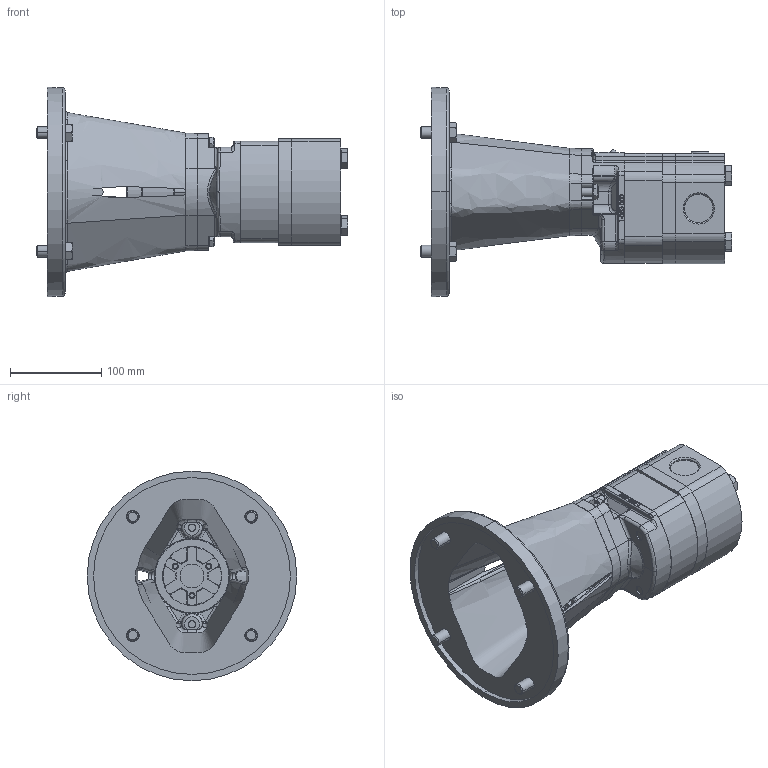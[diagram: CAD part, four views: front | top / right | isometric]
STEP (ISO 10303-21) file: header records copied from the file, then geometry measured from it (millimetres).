
FILE_DESCRIPTION (( 'STEP AP214' ), '1' );
FILE_NAME ('GPV-0758-80.STEP', '2019-05-21T20:28:25', ( '' ), ( '' ), 'SwSTEP 2.0', 'SolidWorks 2018', '' );
FILE_SCHEMA (( 'AUTOMOTIVE_DESIGN' ));
Length unit declared in the file: inch
Products named in the file (1): GPV-0758-80
Bounding box: 342.32 x 229.95 x 229.95 mm (x, y, z)
Volume: 2770918.3 mm3; surface area: 390250.5 mm2
Topology: 10 solids, 10 shells, 1106 faces, 2764 edges, 1733 vertices
Faces by surface type: cylinder 346, plane 324, bspline 237, cone 140, torus 47, sphere 12
Entity records: 145255 total; most frequent: CARTESIAN_POINT 106055, ORIENTED_EDGE 5528, DIRECTION 4590, EDGE_CURVE 2764, AXIS2_PLACEMENT_3D 1829, VERTEX_POINT 1733, EDGE_LOOP 1203, UNCERTAINTY_MEASURE_WITH_UNIT 1118
